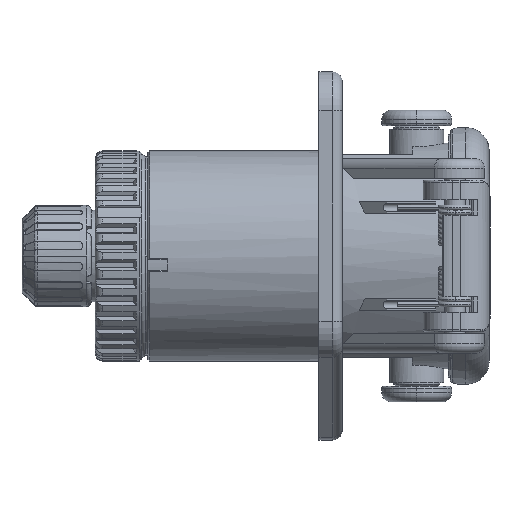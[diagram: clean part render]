
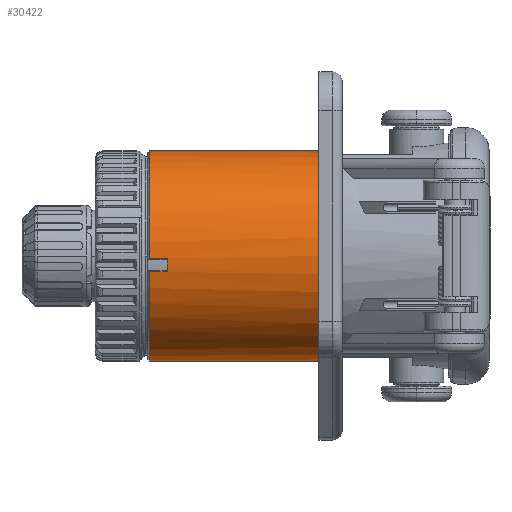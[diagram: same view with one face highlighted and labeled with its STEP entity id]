
A CAD part, front view. The second image highlights one B-rep face of the part: STEP entity #30422.
In plain terms, the highlighted cylindrical face has radius 27 mm (diameter 54 mm), a partial arc.
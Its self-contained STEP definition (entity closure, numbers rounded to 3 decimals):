
#2785=CARTESIAN_POINT('',(0.5,0.,0.));
#2786=DIRECTION('',(1.,0.,0.));
#2787=DIRECTION('',(0.,0.,1.));
#2788=AXIS2_PLACEMENT_3D('',#2785,#2786,#2787);
#2802=DIRECTION('',(1.,0.,0.));
#2803=VECTOR('',#2802,43.5);
#2804=CARTESIAN_POINT('',(0.5,0.,27.));
#2805=LINE('',#2804,#2803);
#2806=DIRECTION('',(1.,0.,0.));
#2807=VECTOR('',#2806,43.5);
#2808=CARTESIAN_POINT('',(0.5,0.,-27.));
#2809=LINE('',#2808,#2807);
#2810=DIRECTION('',(-1.,0.,0.));
#2811=VECTOR('',#2810,4.5);
#2812=CARTESIAN_POINT('',(5.,-26.993,-0.605));
#2813=LINE('',#2812,#2811);
#2814=CARTESIAN_POINT('',(5.,0.,0.));
#2815=DIRECTION('',(-1.,0.,0.));
#2816=DIRECTION('',(0.,-0.988,-0.152));
#2817=AXIS2_PLACEMENT_3D('',#2814,#2815,#2816);
#2836=DIRECTION('',(-1.,0.,0.));
#2837=VECTOR('',#2836,4.5);
#2838=CARTESIAN_POINT('',(5.,-26.688,-4.092));
#2839=LINE('',#2838,#2837);
#2840=CARTESIAN_POINT('',(0.5,0.,0.));
#2841=DIRECTION('',(1.,0.,0.));
#2842=DIRECTION('',(0.,-0.988,-0.152));
#2843=AXIS2_PLACEMENT_3D('',#2840,#2841,#2842);
#3047=CARTESIAN_POINT('',(44.,0.,0.));
#3048=DIRECTION('',(1.,0.,0.));
#3049=DIRECTION('',(0.,0.,1.));
#3050=AXIS2_PLACEMENT_3D('',#3047,#3048,#3049);
#23462=CARTESIAN_POINT('',(44.,0.,27.));
#23463=CARTESIAN_POINT('',(44.,0.,-27.));
#23464=VERTEX_POINT('',#23462);
#23465=VERTEX_POINT('',#23463);
#24116=CARTESIAN_POINT('',(5.,-26.688,-4.092));
#24117=CARTESIAN_POINT('',(5.,-26.993,-0.605));
#24118=VERTEX_POINT('',#24116);
#24119=VERTEX_POINT('',#24117);
#24152=CARTESIAN_POINT('',(0.5,0.,27.));
#24153=CARTESIAN_POINT('',(0.5,-26.993,-0.605));
#24154=VERTEX_POINT('',#24152);
#24155=VERTEX_POINT('',#24153);
#24164=CARTESIAN_POINT('',(0.5,-26.688,-4.092));
#24165=CARTESIAN_POINT('',(0.5,0.,-27.));
#24166=VERTEX_POINT('',#24164);
#24167=VERTEX_POINT('',#24165);
#30400=CARTESIAN_POINT('',(84.,0.,0.));
#30401=DIRECTION('',(-1.,0.,0.));
#30402=DIRECTION('',(0.,0.,-1.));
#30403=AXIS2_PLACEMENT_3D('',#30400,#30401,#30402);
#30404=CYLINDRICAL_SURFACE('',#30403,27.);
#30406=ORIENTED_EDGE('',*,*,#30405,.T.);
#30407=ORIENTED_EDGE('',*,*,#30390,.F.);
#30409=ORIENTED_EDGE('',*,*,#30408,.T.);
#30411=ORIENTED_EDGE('',*,*,#30410,.T.);
#30413=ORIENTED_EDGE('',*,*,#30412,.F.);
#30415=ORIENTED_EDGE('',*,*,#30414,.F.);
#30417=ORIENTED_EDGE('',*,*,#30416,.F.);
#30419=ORIENTED_EDGE('',*,*,#30418,.T.);
#30420=EDGE_LOOP('',(#30406,#30407,#30409,#30411,#30413,#30415,#30417,#30419));
#30421=FACE_OUTER_BOUND('',#30420,.F.);
#30422=ADVANCED_FACE('',(#30421),#30404,.T.);
#2789=CIRCLE('',#2788,27.);
#2818=CIRCLE('',#2817,27.);
#2844=CIRCLE('',#2843,27.);
#3051=CIRCLE('',#3050,27.);
#30390=EDGE_CURVE('',#24154,#24155,#2789,.T.);
#30405=EDGE_CURVE('',#24119,#24155,#2813,.T.);
#30408=EDGE_CURVE('',#24154,#23464,#2805,.T.);
#30410=EDGE_CURVE('',#23464,#23465,#3051,.T.);
#30412=EDGE_CURVE('',#24167,#23465,#2809,.T.);
#30414=EDGE_CURVE('',#24166,#24167,#2844,.T.);
#30416=EDGE_CURVE('',#24118,#24166,#2839,.T.);
#30418=EDGE_CURVE('',#24118,#24119,#2818,.T.);
